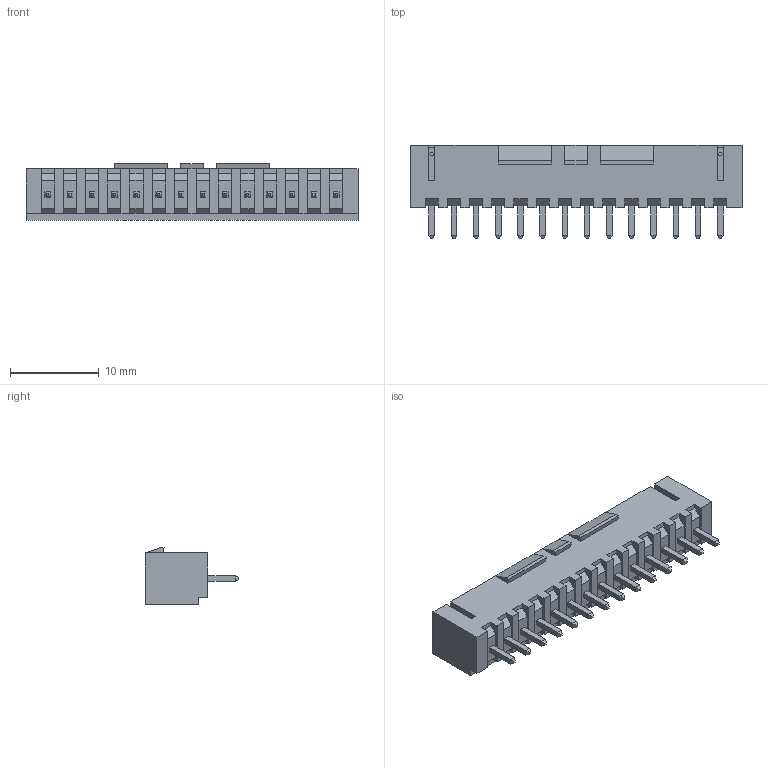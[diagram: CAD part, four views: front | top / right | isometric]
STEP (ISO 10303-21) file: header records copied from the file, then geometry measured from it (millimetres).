
FILE_DESCRIPTION((''),'2;1');
FILE_NAME('SMW250-14_P2-5_L37-4_W5-8_H7','2019-10-23T',('Dragos'),(''),'PRO/ENGINEER BY PARAMETRIC TECHNOLOGY CORPORATION, 2004440','PRO/ENGINEER BY PARAMETRIC TECHNOLOGY CORPORATION, 2004440','');
FILE_SCHEMA(('AUTOMOTIVE_DESIGN { 1 0 10303 214 1 1 1 1 }'));
Length unit declared in the file: millimetre
Products named in the file (1): SMW250-14_P2-5_L37-4_W5-8_H7
Bounding box: 37.4 x 10.5 x 6.39 mm (x, y, z)
Volume: 744.6 mm3; surface area: 1738.5 mm2
Topology: 1 solids, 1 shells, 391 faces, 961 edges, 600 vertices
Faces by surface type: plane 391
Entity records: 17085 total; most frequent: CARTESIAN_POINT 1954, ORIENTED_EDGE 1922, DIRECTION 1745, PRESENTATION_STYLE_ASSIGNMENT 1215, STYLED_ITEM 963, CURVE_STYLE 962, VECTOR 961, LINE 961
